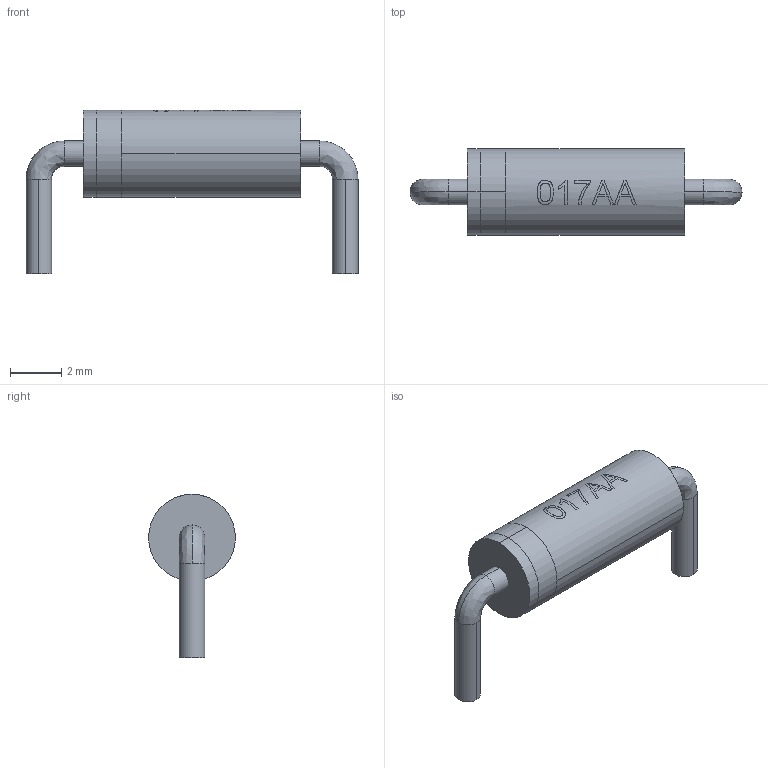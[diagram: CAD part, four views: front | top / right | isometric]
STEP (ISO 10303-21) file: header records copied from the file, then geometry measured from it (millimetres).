
FILE_DESCRIPTION (( 'STEP AP214' ), '1' );
FILE_NAME ('User Library-Diode Case 017AA.STEP', '2021-06-09T00:32:25', ( '' ), ( '' ), 'SwSTEP 2.0', 'SolidWorks 2021', '' );
FILE_SCHEMA (( 'AUTOMOTIVE_DESIGN' ));
Length unit declared in the file: millimetre
Products named in the file (7): refine_Sweep; refine_Common; refine_Cut001; refine_Extrude003; User Library-Diode Case 017AA; refine_Sweep001; refine_Extrude
Assembly tree (6 placements, depth 2):
  User Library-Diode Case 017AA
    refine_Common
    refine_Cut001
    refine_Sweep001
    refine_Sweep
    refine_Extrude003
    refine_Extrude
Bounding box: 13 x 3.4 x 6.4 mm (x, y, z)
Volume: 86.6 mm3; surface area: 196.2 mm2
Topology: 10 solids, 10 shells, 178 faces, 446 edges, 296 vertices
Faces by surface type: plane 74, bspline 72, cylinder 32
Entity records: 8349 total; most frequent: CARTESIAN_POINT 2368, ORIENTED_EDGE 892, DIRECTION 548, EDGE_CURVE 446, VERTEX_POINT 296, LINE 206, VECTOR 206, UNCERTAINTY_MEASURE_WITH_UNIT 201
